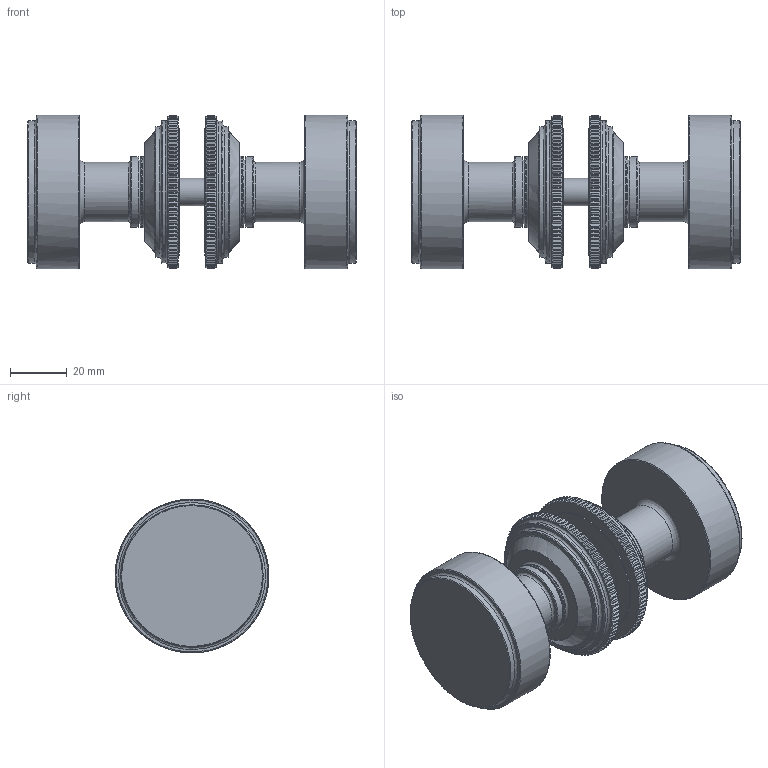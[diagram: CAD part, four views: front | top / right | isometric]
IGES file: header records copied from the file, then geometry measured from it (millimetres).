
Global section: file name: N6763; native system: Autodesk Inventor 2020; preprocessor: unknown; author: adaniels; date: 20210930.123610; units: millimetre
Bounding box: 115.28 x 53.99 x 54 mm (x, y, z)
Volume: 138997.9 mm3; surface area: 41642.5 mm2
Topology: 10 solids, 10 shells, 1135 faces, 2553 edges, 1464 vertices
Faces by surface type: bspline 1135
